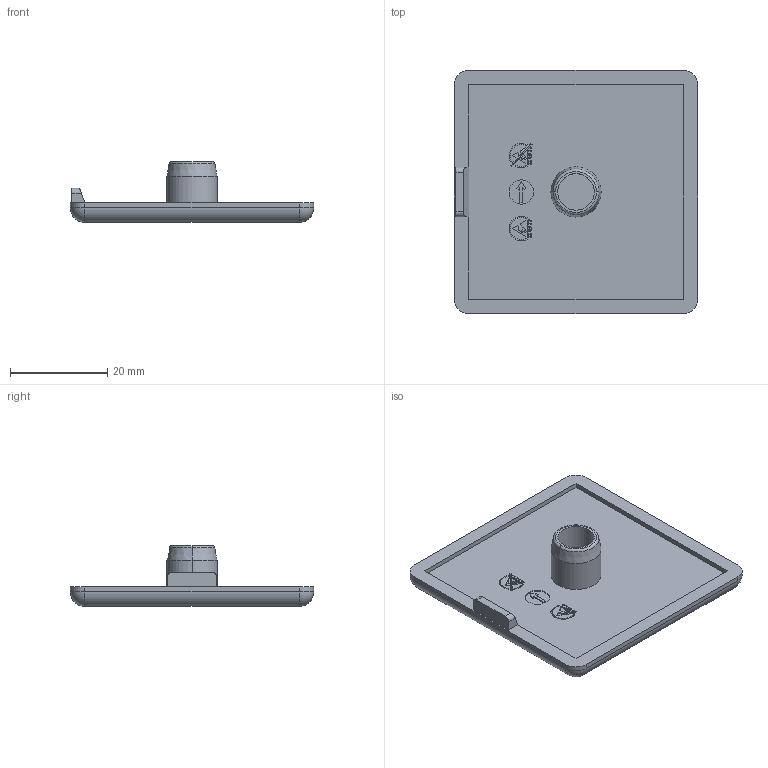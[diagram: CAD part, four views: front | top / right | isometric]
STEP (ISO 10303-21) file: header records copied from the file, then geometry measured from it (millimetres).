
FILE_DESCRIPTION (( 'STEP AP203' ), '1' );
FILE_NAME ('091028.step', '2015-12-16T10:55:13', ( '' ), ( '' ), 'SwSTEP 2.0', 'SolidWorks 2015', '' );
FILE_SCHEMA (( 'CONFIG_CONTROL_DESIGN' ));
Length unit declared in the file: millimetre
Products named in the file (1): 091028
Bounding box: 50 x 50 x 12.5 mm (x, y, z)
Volume: 8069.7 mm3; surface area: 6285.5 mm2
Topology: 1 solids, 1 shells, 261 faces, 712 edges, 466 vertices
Faces by surface type: plane 227, cylinder 22, sphere 4, bspline 4, torus 2, cone 2
Entity records: 8167 total; most frequent: CARTESIAN_POINT 1494, ORIENTED_EDGE 1416, DIRECTION 1262, EDGE_CURVE 708, LINE 650, VECTOR 650, VERTEX_POINT 466, AXIS2_PLACEMENT_3D 306
